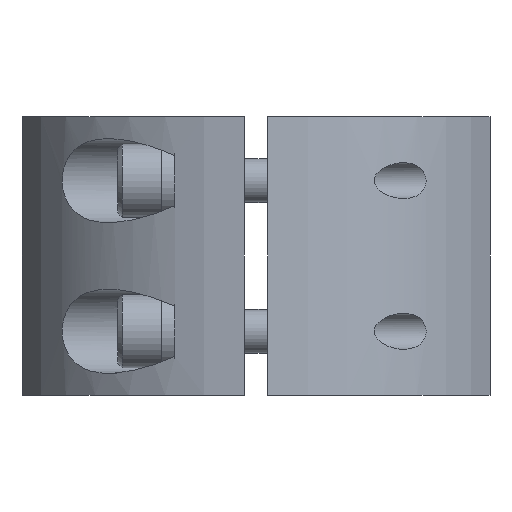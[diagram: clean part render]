
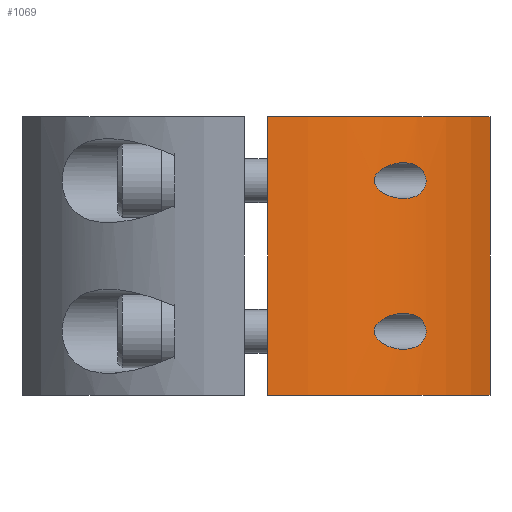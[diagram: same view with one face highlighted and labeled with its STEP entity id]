
A CAD part, left-side view. The second image highlights one B-rep face of the part: STEP entity #1069.
In plain terms, the highlighted cylindrical face has radius 34.925 mm (diameter 69.85 mm), a partial arc.
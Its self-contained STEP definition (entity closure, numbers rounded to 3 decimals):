
#66=FACE_BOUND('',#233,.T.);
#67=FACE_BOUND('',#234,.T.);
#117=B_SPLINE_CURVE_WITH_KNOTS('',3,(#1809,#1810,#1811,#1812,#1813,#1814,
#1815,#1816,#1817,#1818,#1819,#1820,#1821,#1822,#1823,#1824,#1825,#1826,
#1827,#1828,#1829,#1830,#1831,#1832,#1833,#1834,#1835,#1836,#1837,#1838,
#1839,#1840,#1841,#1842,#1843,#1844,#1845,#1846,#1847,#1848,#1849,#1850),
 .UNSPECIFIED.,.T.,.F.,(4,2,2,2,2,2,2,2,2,2,2,2,2,2,2,2,2,2,2,2,4),(0.,
0.048,0.096,0.192,0.372,
0.552,0.708,0.864,0.954,
0.999,1.044,1.089,1.134,1.224,
1.38,1.536,1.716,1.896,1.992,
2.04,2.088),.UNSPECIFIED.);
#118=B_SPLINE_CURVE_WITH_KNOTS('',3,(#1858,#1859,#1860,#1861,#1862,#1863,
#1864,#1865,#1866,#1867,#1868,#1869,#1870,#1871,#1872,#1873,#1874,#1875,
#1876,#1877,#1878,#1879,#1880,#1881,#1882,#1883,#1884,#1885,#1886,#1887,
#1888,#1889,#1890,#1891,#1892,#1893,#1894,#1895,#1896,#1897,#1898,#1899),
 .UNSPECIFIED.,.T.,.F.,(4,2,2,2,2,2,2,2,2,2,2,2,2,2,2,2,2,2,2,2,4),(0.,
0.048,0.096,0.192,0.372,
0.552,0.708,0.864,0.954,
0.999,1.044,1.089,1.134,1.224,
1.38,1.536,1.716,1.896,1.992,
2.04,2.088),.UNSPECIFIED.);
#133=CYLINDRICAL_SURFACE('',#1245,34.925);
#167=FACE_OUTER_BOUND('',#232,.T.);
#232=EDGE_LOOP('',(#846,#847,#848,#849));
#233=EDGE_LOOP('',(#850));
#234=EDGE_LOOP('',(#851));
#317=LINE('',#1957,#387);
#320=LINE('',#1971,#390);
#387=VECTOR('',#1443,10.);
#390=VECTOR('',#1458,10.);
#468=CIRCLE('',#1242,34.925);
#471=CIRCLE('',#1246,34.925);
#537=VERTEX_POINT('',#1807);
#540=VERTEX_POINT('',#1856);
#545=VERTEX_POINT('',#1951);
#547=VERTEX_POINT('',#1955);
#548=VERTEX_POINT('',#1959);
#552=VERTEX_POINT('',#1969);
#648=EDGE_CURVE('',#537,#537,#117,.T.);
#652=EDGE_CURVE('',#540,#540,#118,.T.);
#660=EDGE_CURVE('',#545,#547,#317,.T.);
#661=EDGE_CURVE('',#548,#545,#468,.T.);
#666=EDGE_CURVE('',#547,#552,#471,.T.);
#667=EDGE_CURVE('',#552,#548,#320,.T.);
#846=ORIENTED_EDGE('',*,*,#660,.T.);
#847=ORIENTED_EDGE('',*,*,#666,.T.);
#848=ORIENTED_EDGE('',*,*,#667,.T.);
#849=ORIENTED_EDGE('',*,*,#661,.T.);
#850=ORIENTED_EDGE('',*,*,#648,.T.);
#851=ORIENTED_EDGE('',*,*,#652,.T.);
#1069=ADVANCED_FACE('',(#167,#66,#67),#133,.T.);
#1242=AXIS2_PLACEMENT_3D('',#1960,#1446,#1447);
#1245=AXIS2_PLACEMENT_3D('',#1968,#1454,#1455);
#1246=AXIS2_PLACEMENT_3D('',#1970,#1456,#1457);
#1443=DIRECTION('',(0.,0.,1.));
#1446=DIRECTION('center_axis',(0.,0.,1.));
#1447=DIRECTION('ref_axis',(-1.,0.,0.));
#1454=DIRECTION('center_axis',(0.,0.,1.));
#1455=DIRECTION('ref_axis',(-1.,0.,0.));
#1456=DIRECTION('center_axis',(0.,0.,-1.));
#1457=DIRECTION('ref_axis',(-1.,0.,0.));
#1458=DIRECTION('',(0.,0.,-1.));
#1807=CARTESIAN_POINT('',(-30.959,-16.166,-10.3));
#1809=CARTESIAN_POINT('Ctrl Pts',(-30.959,-16.166,-10.3));
#1810=CARTESIAN_POINT('Ctrl Pts',(-30.959,-16.166,-10.14));
#1811=CARTESIAN_POINT('Ctrl Pts',(-30.943,-16.195,-9.987));
#1812=CARTESIAN_POINT('Ctrl Pts',(-30.888,-16.301,-9.695));
#1813=CARTESIAN_POINT('Ctrl Pts',(-30.848,-16.376,-9.558));
#1814=CARTESIAN_POINT('Ctrl Pts',(-30.703,-16.648,-9.174));
#1815=CARTESIAN_POINT('Ctrl Pts',(-30.571,-16.889,-8.958));
#1816=CARTESIAN_POINT('Ctrl Pts',(-30.189,-17.568,-8.468));
#1817=CARTESIAN_POINT('Ctrl Pts',(-29.881,-18.091,-8.233));
#1818=CARTESIAN_POINT('Ctrl Pts',(-29.21,-19.155,-7.917));
#1819=CARTESIAN_POINT('Ctrl Pts',(-28.847,-19.697,-7.842));
#1820=CARTESIAN_POINT('Ctrl Pts',(-28.2,-20.611,-7.842));
#1821=CARTESIAN_POINT('Ctrl Pts',(-27.862,-21.065,-7.899));
#1822=CARTESIAN_POINT('Ctrl Pts',(-27.201,-21.913,-8.182));
#1823=CARTESIAN_POINT('Ctrl Pts',(-26.877,-22.306,-8.407));
#1824=CARTESIAN_POINT('Ctrl Pts',(-26.458,-22.799,-8.911));
#1825=CARTESIAN_POINT('Ctrl Pts',(-26.309,-22.97,-9.148));
#1826=CARTESIAN_POINT('Ctrl Pts',(-26.152,-23.148,-9.556));
#1827=CARTESIAN_POINT('Ctrl Pts',(-26.111,-23.194,-9.701));
#1828=CARTESIAN_POINT('Ctrl Pts',(-26.055,-23.257,-9.998));
#1829=CARTESIAN_POINT('Ctrl Pts',(-26.042,-23.272,-10.15));
#1830=CARTESIAN_POINT('Ctrl Pts',(-26.042,-23.272,-10.45));
#1831=CARTESIAN_POINT('Ctrl Pts',(-26.055,-23.257,-10.602));
#1832=CARTESIAN_POINT('Ctrl Pts',(-26.111,-23.194,-10.899));
#1833=CARTESIAN_POINT('Ctrl Pts',(-26.152,-23.148,-11.044));
#1834=CARTESIAN_POINT('Ctrl Pts',(-26.309,-22.97,-11.452));
#1835=CARTESIAN_POINT('Ctrl Pts',(-26.458,-22.799,-11.689));
#1836=CARTESIAN_POINT('Ctrl Pts',(-26.877,-22.306,-12.193));
#1837=CARTESIAN_POINT('Ctrl Pts',(-27.201,-21.913,-12.418));
#1838=CARTESIAN_POINT('Ctrl Pts',(-27.862,-21.065,-12.701));
#1839=CARTESIAN_POINT('Ctrl Pts',(-28.2,-20.611,-12.759));
#1840=CARTESIAN_POINT('Ctrl Pts',(-28.847,-19.697,-12.759));
#1841=CARTESIAN_POINT('Ctrl Pts',(-29.21,-19.155,-12.683));
#1842=CARTESIAN_POINT('Ctrl Pts',(-29.881,-18.091,-12.367));
#1843=CARTESIAN_POINT('Ctrl Pts',(-30.189,-17.568,-12.132));
#1844=CARTESIAN_POINT('Ctrl Pts',(-30.571,-16.889,-11.642));
#1845=CARTESIAN_POINT('Ctrl Pts',(-30.703,-16.648,-11.426));
#1846=CARTESIAN_POINT('Ctrl Pts',(-30.848,-16.376,-11.042));
#1847=CARTESIAN_POINT('Ctrl Pts',(-30.888,-16.301,-10.905));
#1848=CARTESIAN_POINT('Ctrl Pts',(-30.943,-16.195,-10.613));
#1849=CARTESIAN_POINT('Ctrl Pts',(-30.959,-16.166,-10.46));
#1850=CARTESIAN_POINT('Ctrl Pts',(-30.959,-16.166,-10.3));
#1856=CARTESIAN_POINT('',(-30.959,-16.166,10.3));
#1858=CARTESIAN_POINT('Ctrl Pts',(-30.959,-16.166,10.3));
#1859=CARTESIAN_POINT('Ctrl Pts',(-30.959,-16.166,10.46));
#1860=CARTESIAN_POINT('Ctrl Pts',(-30.943,-16.195,10.613));
#1861=CARTESIAN_POINT('Ctrl Pts',(-30.888,-16.301,10.905));
#1862=CARTESIAN_POINT('Ctrl Pts',(-30.848,-16.376,11.042));
#1863=CARTESIAN_POINT('Ctrl Pts',(-30.703,-16.648,11.426));
#1864=CARTESIAN_POINT('Ctrl Pts',(-30.571,-16.889,11.642));
#1865=CARTESIAN_POINT('Ctrl Pts',(-30.189,-17.568,12.132));
#1866=CARTESIAN_POINT('Ctrl Pts',(-29.881,-18.091,12.367));
#1867=CARTESIAN_POINT('Ctrl Pts',(-29.21,-19.155,12.683));
#1868=CARTESIAN_POINT('Ctrl Pts',(-28.847,-19.697,12.759));
#1869=CARTESIAN_POINT('Ctrl Pts',(-28.2,-20.611,12.759));
#1870=CARTESIAN_POINT('Ctrl Pts',(-27.862,-21.065,12.701));
#1871=CARTESIAN_POINT('Ctrl Pts',(-27.201,-21.913,12.418));
#1872=CARTESIAN_POINT('Ctrl Pts',(-26.877,-22.306,12.193));
#1873=CARTESIAN_POINT('Ctrl Pts',(-26.458,-22.799,11.689));
#1874=CARTESIAN_POINT('Ctrl Pts',(-26.309,-22.97,11.452));
#1875=CARTESIAN_POINT('Ctrl Pts',(-26.152,-23.148,11.044));
#1876=CARTESIAN_POINT('Ctrl Pts',(-26.111,-23.194,10.899));
#1877=CARTESIAN_POINT('Ctrl Pts',(-26.055,-23.257,10.602));
#1878=CARTESIAN_POINT('Ctrl Pts',(-26.042,-23.272,10.45));
#1879=CARTESIAN_POINT('Ctrl Pts',(-26.042,-23.272,10.15));
#1880=CARTESIAN_POINT('Ctrl Pts',(-26.055,-23.257,9.998));
#1881=CARTESIAN_POINT('Ctrl Pts',(-26.111,-23.194,9.701));
#1882=CARTESIAN_POINT('Ctrl Pts',(-26.152,-23.148,9.556));
#1883=CARTESIAN_POINT('Ctrl Pts',(-26.309,-22.97,9.148));
#1884=CARTESIAN_POINT('Ctrl Pts',(-26.458,-22.799,8.911));
#1885=CARTESIAN_POINT('Ctrl Pts',(-26.877,-22.306,8.407));
#1886=CARTESIAN_POINT('Ctrl Pts',(-27.201,-21.913,8.182));
#1887=CARTESIAN_POINT('Ctrl Pts',(-27.862,-21.065,7.899));
#1888=CARTESIAN_POINT('Ctrl Pts',(-28.2,-20.611,7.842));
#1889=CARTESIAN_POINT('Ctrl Pts',(-28.847,-19.697,7.842));
#1890=CARTESIAN_POINT('Ctrl Pts',(-29.21,-19.155,7.917));
#1891=CARTESIAN_POINT('Ctrl Pts',(-29.881,-18.091,8.233));
#1892=CARTESIAN_POINT('Ctrl Pts',(-30.189,-17.568,8.468));
#1893=CARTESIAN_POINT('Ctrl Pts',(-30.571,-16.889,8.958));
#1894=CARTESIAN_POINT('Ctrl Pts',(-30.703,-16.648,9.174));
#1895=CARTESIAN_POINT('Ctrl Pts',(-30.848,-16.376,9.558));
#1896=CARTESIAN_POINT('Ctrl Pts',(-30.888,-16.301,9.695));
#1897=CARTESIAN_POINT('Ctrl Pts',(-30.943,-16.195,9.987));
#1898=CARTESIAN_POINT('Ctrl Pts',(-30.959,-16.166,10.14));
#1899=CARTESIAN_POINT('Ctrl Pts',(-30.959,-16.166,10.3));
#1951=CARTESIAN_POINT('',(-13.991,-32.,-19.05));
#1955=CARTESIAN_POINT('',(-13.991,-32.,19.05));
#1957=CARTESIAN_POINT('',(-13.991,-32.,0.));
#1959=CARTESIAN_POINT('',(-34.888,-1.6,-19.05));
#1960=CARTESIAN_POINT('Origin',(0.,0.,-19.05));
#1968=CARTESIAN_POINT('Origin',(0.,0.,0.));
#1969=CARTESIAN_POINT('',(-34.888,-1.6,19.05));
#1970=CARTESIAN_POINT('Origin',(0.,0.,19.05));
#1971=CARTESIAN_POINT('',(-34.888,-1.6,0.));
